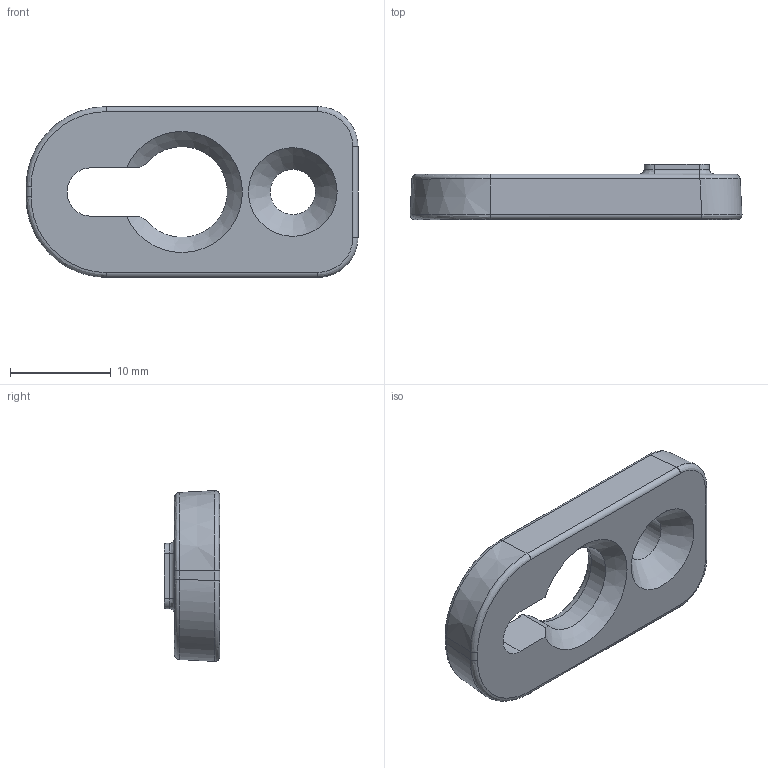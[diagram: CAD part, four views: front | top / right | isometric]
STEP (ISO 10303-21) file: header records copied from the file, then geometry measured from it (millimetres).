
FILE_DESCRIPTION (( 'STEP AP203' ), '1' );
FILE_NAME ('1557FOOT2BK-24.step', '2020-11-17T20:40:36', ( 'ADC123' ), ( 'Microsoft' ), 'SwSTEP 2.0', 'SolidWorks 2019', '' );
FILE_SCHEMA (( 'CONFIG_CONTROL_DESIGN' ));
Length unit declared in the file: inch
Products named in the file (1): 1557FOOT2BK-24
Bounding box: 32.94 x 5.5 x 16.94 mm (x, y, z)
Volume: 1741.2 mm3; surface area: 1407.6 mm2
Topology: 1 solids, 1 shells, 57 faces, 138 edges, 84 vertices
Faces by surface type: cylinder 24, plane 16, bspline 14, cone 3
Full cylindrical faces by diameter (mm): 4.5 x1
Entity records: 2641 total; most frequent: CARTESIAN_POINT 1406, ORIENTED_EDGE 270, DIRECTION 180, EDGE_CURVE 135, VERTEX_POINT 83, EDGE_LOOP 64, AXIS2_PLACEMENT_3D 61, FACE_OUTER_BOUND 58
